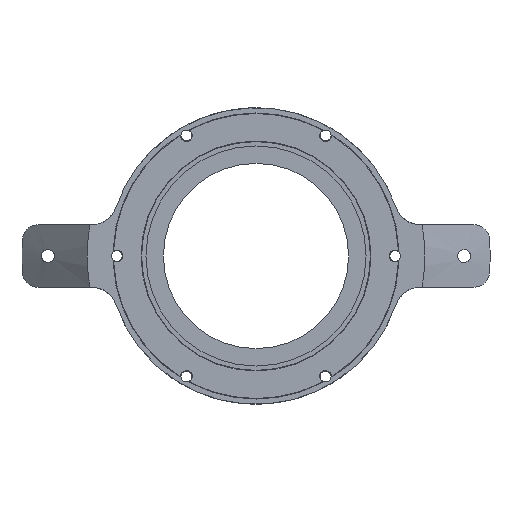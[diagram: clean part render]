
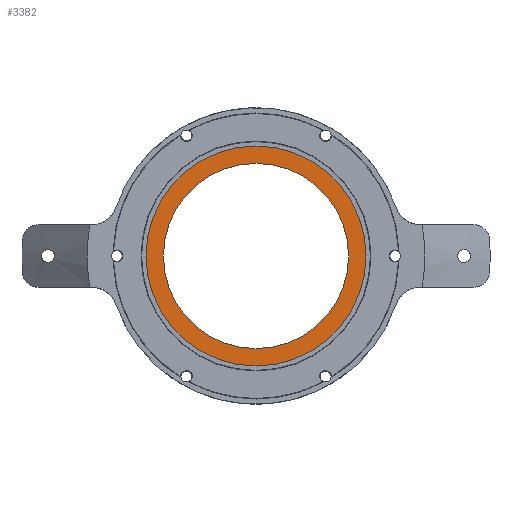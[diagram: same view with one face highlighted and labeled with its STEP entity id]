
A CAD part, front view. The second image highlights one B-rep face of the part: STEP entity #3382.
In plain terms, the highlighted planar face has unit normal (0, -1, 0).
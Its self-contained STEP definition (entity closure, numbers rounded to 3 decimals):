
#147 = EDGE_CURVE ( 'NONE', #5764, #1686, #3010, .T. ) ;
#282 = CARTESIAN_POINT ( 'NONE',  ( 0., -0.5, 0. ) ) ;
#397 = DIRECTION ( 'NONE',  ( 0., -1., 0. ) ) ;
#423 = CARTESIAN_POINT ( 'NONE',  ( 8.9, -0.5, -15.415 ) ) ;
#424 = ORIENTED_EDGE ( 'NONE', *, *, #147, .T. ) ;
#587 = FACE_BOUND ( 'NONE', #4729, .T. ) ;
#602 = AXIS2_PLACEMENT_3D ( 'NONE', #282, #1301, #2314 ) ;
#962 = ORIENTED_EDGE ( 'NONE', *, *, #5680, .T. ) ;
#966 = CARTESIAN_POINT ( 'NONE',  ( 10.575, -0.5, -18.316 ) ) ;
#967 = DIRECTION ( 'NONE',  ( 0., 1., 0. ) ) ;
#1241 = VERTEX_POINT ( 'NONE', #423 ) ;
#1301 = DIRECTION ( 'NONE',  ( 0., -1., 0. ) ) ;
#1465 = CARTESIAN_POINT ( 'NONE',  ( 0., -0.5, 0. ) ) ;
#1547 = PLANE ( 'NONE',  #5899 ) ;
#1622 = CARTESIAN_POINT ( 'NONE',  ( -8.9, -0.5, 15.415 ) ) ;
#1686 = VERTEX_POINT ( 'NONE', #966 ) ;
#1852 = CARTESIAN_POINT ( 'NONE',  ( 0., -0.5, 0. ) ) ;
#1887 = EDGE_CURVE ( 'NONE', #1686, #5764, #3431, .T. ) ;
#2154 = CARTESIAN_POINT ( 'NONE',  ( -10.575, -0.5, 18.316 ) ) ;
#2299 = AXIS2_PLACEMENT_3D ( 'NONE', #1465, #967, #3337 ) ;
#2314 = DIRECTION ( 'NONE',  ( -0.5, 0., 0.866 ) ) ;
#2520 = CARTESIAN_POINT ( 'NONE',  ( 0., -0.5, 0. ) ) ;
#3010 = CIRCLE ( 'NONE', #3644, 21.15 ) ;
#3022 = CARTESIAN_POINT ( 'NONE',  ( 15.415, -0.5, 8.9 ) ) ;
#3122 = ORIENTED_EDGE ( 'NONE', *, *, #3346, .T. ) ;
#3250 = CIRCLE ( 'NONE', #2299, 17.8 ) ;
#3337 = DIRECTION ( 'NONE',  ( -0.5, 0., 0.866 ) ) ;
#3346 = EDGE_CURVE ( 'NONE', #1241, #4614, #3494, .T. ) ;
#3382 = ADVANCED_FACE ( 'NONE', ( #4600, #587 ), #1547, .T. ) ;
#3431 = CIRCLE ( 'NONE', #602, 21.15 ) ;
#3481 = DIRECTION ( 'NONE',  ( 0.5, 0., -0.866 ) ) ;
#3494 = CIRCLE ( 'NONE', #4335, 17.8 ) ;
#3547 = DIRECTION ( 'NONE',  ( -0.5, 0., 0.866 ) ) ;
#3644 = AXIS2_PLACEMENT_3D ( 'NONE', #1852, #397, #5385 ) ;
#4194 = ORIENTED_EDGE ( 'NONE', *, *, #1887, .T. ) ;
#4335 = AXIS2_PLACEMENT_3D ( 'NONE', #2520, #4534, #3547 ) ;
#4534 = DIRECTION ( 'NONE',  ( 0., 1., 0. ) ) ;
#4600 = FACE_OUTER_BOUND ( 'NONE', #6284, .T. ) ;
#4614 = VERTEX_POINT ( 'NONE', #1622 ) ;
#4729 = EDGE_LOOP ( 'NONE', ( #962, #3122 ) ) ;
#5089 = DIRECTION ( 'NONE',  ( 0., -1., 0. ) ) ;
#5385 = DIRECTION ( 'NONE',  ( -0.5, 0., 0.866 ) ) ;
#5680 = EDGE_CURVE ( 'NONE', #4614, #1241, #3250, .T. ) ;
#5764 = VERTEX_POINT ( 'NONE', #2154 ) ;
#5899 = AXIS2_PLACEMENT_3D ( 'NONE', #3022, #5089, #3481 ) ;
#6284 = EDGE_LOOP ( 'NONE', ( #424, #4194 ) ) ;
